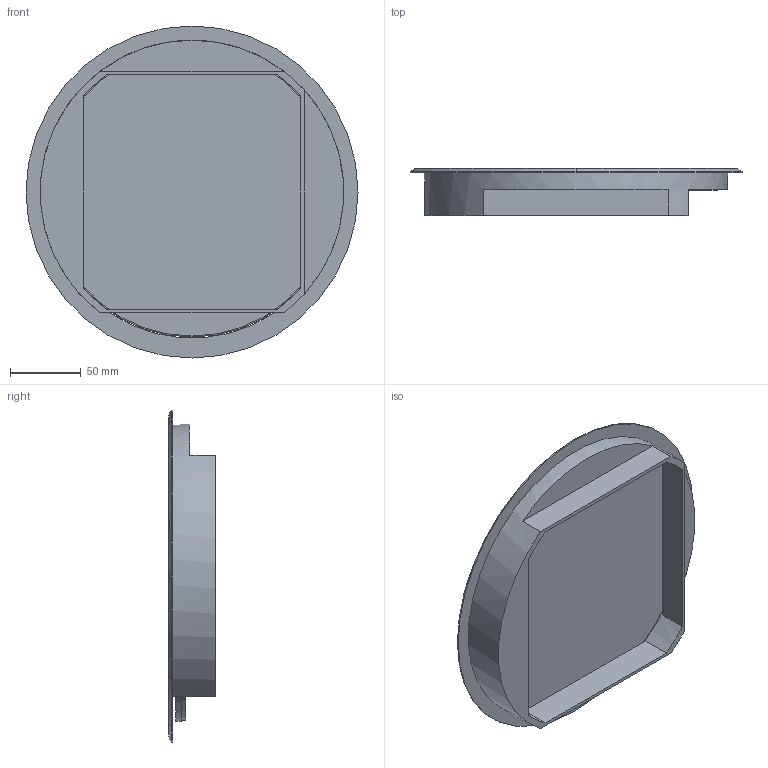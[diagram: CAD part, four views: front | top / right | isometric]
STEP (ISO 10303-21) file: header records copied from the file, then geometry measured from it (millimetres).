
FILE_DESCRIPTION (( 'STEP AP214' ), '1' );
FILE_NAME ('7406788_KSTP1.stp', '2016-05-03T13:16:36', ( '' ), ( '' ), 'SwSTEP 2.0', 'SolidWorks 2014', '' );
FILE_SCHEMA (( 'AUTOMOTIVE_DESIGN' ));
Length unit declared in the file: inch
Products named in the file (4): 42899A_Standard; 42900A_Standard; 42884A_Standard; 7406788_KSTP1
Assembly tree (3 placements, depth 2):
  7406788_KSTP1
    42884A_Standard
    42900A_Standard
    42899A_Standard
Bounding box: 234 x 33 x 234 mm (x, y, z)
Volume: 381702.1 mm3; surface area: 205243.9 mm2
Topology: 3 solids, 3 shells, 47 faces, 116 edges, 74 vertices
Faces by surface type: plane 30, cylinder 13, bspline 2, cone 2
Entity records: 2743 total; most frequent: CARTESIAN_POINT 829, DIRECTION 248, ORIENTED_EDGE 232, EDGE_CURVE 116, AXIS2_PLACEMENT_3D 89, VERTEX_POINT 74, LINE 70, VECTOR 70
